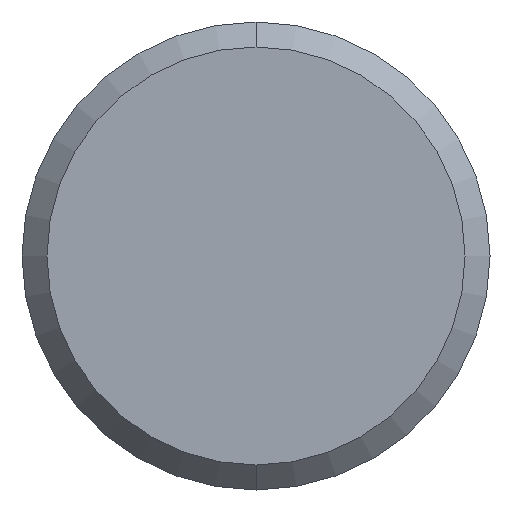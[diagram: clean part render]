
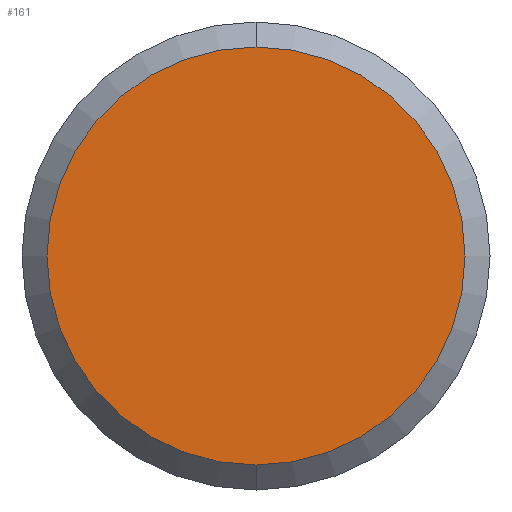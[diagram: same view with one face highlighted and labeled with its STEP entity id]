
A CAD part, front view. The second image highlights one B-rep face of the part: STEP entity #161.
In plain terms, the highlighted planar face has unit normal (0, -1, 0).
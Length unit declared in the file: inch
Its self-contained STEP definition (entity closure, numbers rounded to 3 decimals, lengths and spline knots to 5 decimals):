
#10 = VERTEX_POINT ( 'NONE', #193 ) ;
#26 = FACE_OUTER_BOUND ( 'NONE', #51, .T. ) ;
#44 = CARTESIAN_POINT ( 'NONE',  ( 0., 0., 0. ) ) ;
#46 = DIRECTION ( 'NONE',  ( 0., -1., 0. ) ) ;
#47 = DIRECTION ( 'NONE',  ( 0., 0., 1. ) ) ;
#48 = DIRECTION ( 'NONE',  ( 0., -1., 0. ) ) ;
#50 = DIRECTION ( 'NONE',  ( 0., 0., 1. ) ) ;
#51 = EDGE_LOOP ( 'NONE', ( #224, #66 ) ) ;
#55 = EDGE_CURVE ( 'NONE', #10, #125, #130, .T. ) ;
#66 = ORIENTED_EDGE ( 'NONE', *, *, #242, .T. ) ;
#102 = AXIS2_PLACEMENT_3D ( 'NONE', #44, #46, #47 ) ;
#109 = AXIS2_PLACEMENT_3D ( 'NONE', #174, #239, #111 ) ;
#111 = DIRECTION ( 'NONE',  ( 0., 0., 1. ) ) ;
#125 = VERTEX_POINT ( 'NONE', #133 ) ;
#130 = CIRCLE ( 'NONE', #182, 0.16735 ) ;
#133 = CARTESIAN_POINT ( 'NONE',  ( 0., 0., -0.16735 ) ) ;
#134 = PLANE ( 'NONE',  #109 ) ;
#150 = CIRCLE ( 'NONE', #102, 0.16735 ) ;
#161 = ADVANCED_FACE ( 'NONE', ( #26 ), #134, .F. ) ;
#174 = CARTESIAN_POINT ( 'NONE',  ( 0., 0., 0. ) ) ;
#182 = AXIS2_PLACEMENT_3D ( 'NONE', #270, #48, #50 ) ;
#193 = CARTESIAN_POINT ( 'NONE',  ( 0., 0., 0.16735 ) ) ;
#224 = ORIENTED_EDGE ( 'NONE', *, *, #55, .T. ) ;
#239 = DIRECTION ( 'NONE',  ( 0., 1., 0. ) ) ;
#242 = EDGE_CURVE ( 'NONE', #125, #10, #150, .T. ) ;
#270 = CARTESIAN_POINT ( 'NONE',  ( 0., 0., 0. ) ) ;
